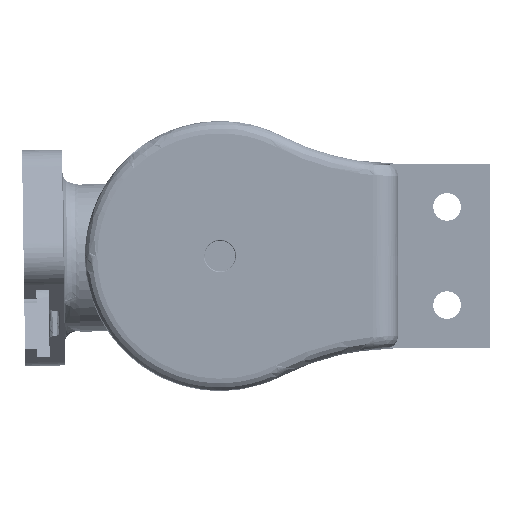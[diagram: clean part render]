
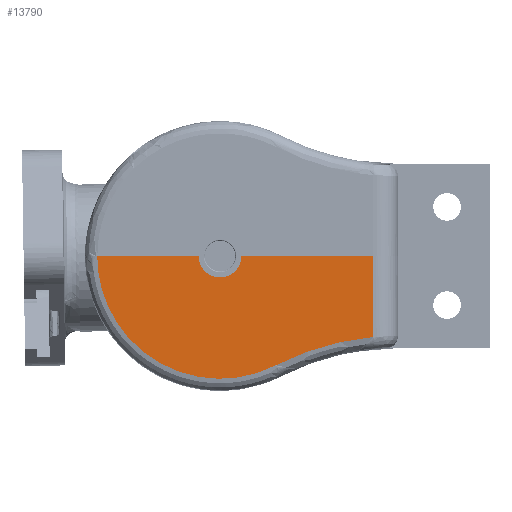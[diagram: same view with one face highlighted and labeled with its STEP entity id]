
A CAD part, front view. The second image highlights one B-rep face of the part: STEP entity #13790.
In plain terms, the highlighted free-form (B-spline) face has degree [1, 1] with [2, 2] control points.
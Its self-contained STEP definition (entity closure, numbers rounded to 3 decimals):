
#13126 = VERTEX_POINT('',#13127);
#13127 = CARTESIAN_POINT('',(-70.815,-39.743,0.));
#13144 = VERTEX_POINT('',#13145);
#13145 = CARTESIAN_POINT('',(-28.725,-39.743,
    -25.721));
#13151 = EDGE_CURVE('',#13144,#13126,#13152,.T.);
#13152 = ( BOUNDED_CURVE() B_SPLINE_CURVE(2,(#13153,#13154,#13155),
.UNSPECIFIED.,.F.,.F.) B_SPLINE_CURVE_WITH_KNOTS((3,3),(5.261,
7.305),.PIECEWISE_BEZIER_KNOTS.) CURVE() 
GEOMETRIC_REPRESENTATION_ITEM() RATIONAL_B_SPLINE_CURVE((1.,
0.521,1.)) REPRESENTATION_ITEM('') );
#13153 = CARTESIAN_POINT('',(-28.725,-39.743,
    -25.721));
#13154 = CARTESIAN_POINT('',(-70.815,-39.743,
    -47.298));
#13155 = CARTESIAN_POINT('',(-70.815,-39.743,
    0.));
#13173 = VERTEX_POINT('',#13174);
#13174 = CARTESIAN_POINT('',(-5.781,-39.743,
    -19.054));
#13180 = EDGE_CURVE('',#13173,#13144,#13181,.T.);
#13181 = ( BOUNDED_CURVE() B_SPLINE_CURVE(2,(#13182,#13183,#13184),
.UNSPECIFIED.,.F.,.F.) B_SPLINE_CURVE_WITH_KNOTS((3,3),(6.09,
6.472),.PIECEWISE_BEZIER_KNOTS.) CURVE() 
GEOMETRIC_REPRESENTATION_ITEM() RATIONAL_B_SPLINE_CURVE((1.,
0.982,1.)) REPRESENTATION_ITEM('') );
#13182 = CARTESIAN_POINT('',(-5.781,-39.743,
    -19.054));
#13183 = CARTESIAN_POINT('',(-17.897,-39.743,
    -20.171));
#13184 = CARTESIAN_POINT('',(-28.725,-39.743,
    -25.721));
#13790 = ADVANCED_FACE('',(#13791),#13824,.T.);
#13791 = FACE_BOUND('',#13792,.T.);
#13792 = EDGE_LOOP('',(#13793,#13794,#13801,#13808,#13818,#13823));
#13793 = ORIENTED_EDGE('',*,*,#13180,.F.);
#13794 = ORIENTED_EDGE('',*,*,#13795,.F.);
#13795 = EDGE_CURVE('',#13796,#13173,#13798,.T.);
#13796 = VERTEX_POINT('',#13797);
#13797 = CARTESIAN_POINT('',(-5.781,-39.743,0.));
#13798 = B_SPLINE_CURVE_WITH_KNOTS('',1,(#13799,#13800),.UNSPECIFIED.,
  .F.,.F.,(2,2),(0.,13.184),.PIECEWISE_BEZIER_KNOTS.);
#13799 = CARTESIAN_POINT('',(-5.781,-39.743,0.));
#13800 = CARTESIAN_POINT('',(-5.781,-39.743,
    -19.054));
#13801 = ORIENTED_EDGE('',*,*,#13802,.F.);
#13802 = EDGE_CURVE('',#13803,#13796,#13805,.T.);
#13803 = VERTEX_POINT('',#13804);
#13804 = CARTESIAN_POINT('',(-36.853,-39.743,0.));
#13805 = B_SPLINE_CURVE_WITH_KNOTS('',1,(#13806,#13807),.UNSPECIFIED.,
  .F.,.F.,(2,2),(9.,30.5),.PIECEWISE_BEZIER_KNOTS.);
#13806 = CARTESIAN_POINT('',(-36.853,-39.743,0.));
#13807 = CARTESIAN_POINT('',(-5.781,-39.743,0.));
#13808 = ORIENTED_EDGE('',*,*,#13809,.T.);
#13809 = EDGE_CURVE('',#13803,#13810,#13812,.T.);
#13810 = VERTEX_POINT('',#13811);
#13811 = CARTESIAN_POINT('',(-46.969,-39.743,
    0.));
#13812 = ( BOUNDED_CURVE() B_SPLINE_CURVE(2,(#13813,#13814,#13815,#13816
,#13817),.UNSPECIFIED.,.F.,.F.) B_SPLINE_CURVE_WITH_KNOTS((3,2,3),(0.,
1.571,3.142),.PIECEWISE_BEZIER_KNOTS.) CURVE() 
GEOMETRIC_REPRESENTATION_ITEM() RATIONAL_B_SPLINE_CURVE((1.,
0.707,1.,0.707,1.)) REPRESENTATION_ITEM('') );
#13813 = CARTESIAN_POINT('',(-36.853,-39.743,0.));
#13814 = CARTESIAN_POINT('',(-36.853,-39.743,
    -5.058));
#13815 = CARTESIAN_POINT('',(-41.911,-39.743,
    -5.058));
#13816 = CARTESIAN_POINT('',(-46.969,-39.743,
    -5.058));
#13817 = CARTESIAN_POINT('',(-46.969,-39.743,
    0.));
#13818 = ORIENTED_EDGE('',*,*,#13819,.F.);
#13819 = EDGE_CURVE('',#13126,#13810,#13820,.T.);
#13820 = B_SPLINE_CURVE_WITH_KNOTS('',1,(#13821,#13822),.UNSPECIFIED.,
  .F.,.F.,(2,2),(-14.5,2.),.PIECEWISE_BEZIER_KNOTS.);
#13821 = CARTESIAN_POINT('',(-70.815,-39.743,0.));
#13822 = CARTESIAN_POINT('',(-46.969,-39.743,0.));
#13823 = ORIENTED_EDGE('',*,*,#13151,.F.);
#13824 = B_SPLINE_SURFACE_WITH_KNOTS('',1,1,(
    (#13825,#13826)
    ,(#13827,#13828
    )),.UNSPECIFIED.,.F.,.F.,.F.,(2,2),(2,2),(2.,47.),(-20.,0.),
  .PIECEWISE_BEZIER_KNOTS.);
#13825 = CARTESIAN_POINT('',(-70.815,-39.743,
    -28.904));
#13826 = CARTESIAN_POINT('',(-70.815,-39.743,0.));
#13827 = CARTESIAN_POINT('',(-5.781,-39.743,
    -28.904));
#13828 = CARTESIAN_POINT('',(-5.781,-39.743,0.));
